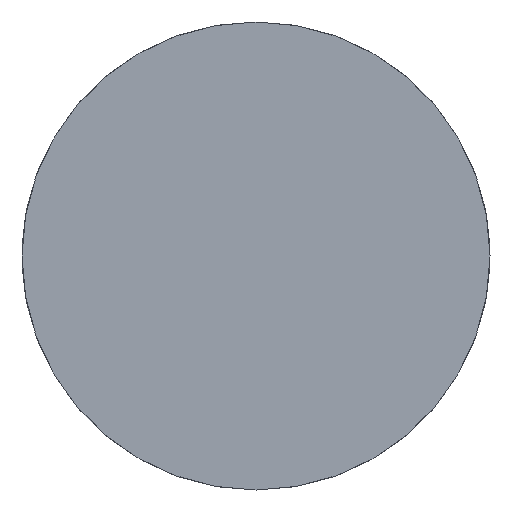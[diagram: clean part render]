
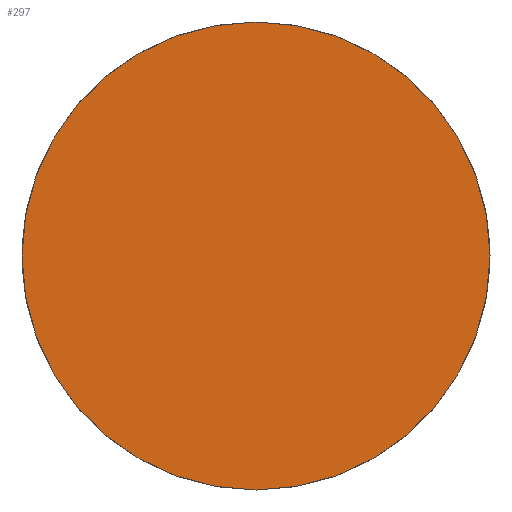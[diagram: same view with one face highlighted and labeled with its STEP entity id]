
A CAD part, front view. The second image highlights one B-rep face of the part: STEP entity #297.
In plain terms, the highlighted planar face has unit normal (0, -1, 0).
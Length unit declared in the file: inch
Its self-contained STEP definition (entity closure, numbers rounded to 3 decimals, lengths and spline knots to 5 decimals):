
#3 = CIRCLE ( 'NONE', #36, 0.3125 ) ;
#6 = CIRCLE ( 'NONE', #313, 0.3125 ) ;
#15 = FACE_OUTER_BOUND ( 'NONE', #122, .T. ) ;
#36 = AXIS2_PLACEMENT_3D ( 'NONE', #344, #348, #349 ) ;
#108 = ORIENTED_EDGE ( 'NONE', *, *, #291, .F. ) ;
#109 = ORIENTED_EDGE ( 'NONE', *, *, #327, .F. ) ;
#122 = EDGE_LOOP ( 'NONE', ( #108, #109 ) ) ;
#228 = PLANE ( 'NONE',  #310 ) ;
#229 = CARTESIAN_POINT ( 'NONE',  ( 0., 0., 0. ) ) ;
#230 = DIRECTION ( 'NONE',  ( 0., 1., 0. ) ) ;
#231 = DIRECTION ( 'NONE',  ( 0., 0., 1. ) ) ;
#271 = CARTESIAN_POINT ( 'NONE',  ( 0., 0., 0. ) ) ;
#272 = DIRECTION ( 'NONE',  ( 0., 1., 0. ) ) ;
#273 = DIRECTION ( 'NONE',  ( 0., 0., 1. ) ) ;
#291 = EDGE_CURVE ( 'NONE', #401, #397, #6, .T. ) ;
#297 = ADVANCED_FACE ( 'NONE', ( #15 ), #228, .F. ) ;
#310 = AXIS2_PLACEMENT_3D ( 'NONE', #229, #230, #231 ) ;
#313 = AXIS2_PLACEMENT_3D ( 'NONE', #271, #272, #273 ) ;
#327 = EDGE_CURVE ( 'NONE', #397, #401, #3, .T. ) ;
#344 = CARTESIAN_POINT ( 'NONE',  ( 0., 0., 0. ) ) ;
#348 = DIRECTION ( 'NONE',  ( 0., 1., 0. ) ) ;
#349 = DIRECTION ( 'NONE',  ( 0., 0., 1. ) ) ;
#388 = CARTESIAN_POINT ( 'NONE',  ( 0., 0., 0.3125 ) ) ;
#392 = CARTESIAN_POINT ( 'NONE',  ( 0., 0., -0.3125 ) ) ;
#397 = VERTEX_POINT ( 'NONE', #388 ) ;
#401 = VERTEX_POINT ( 'NONE', #392 ) ;
